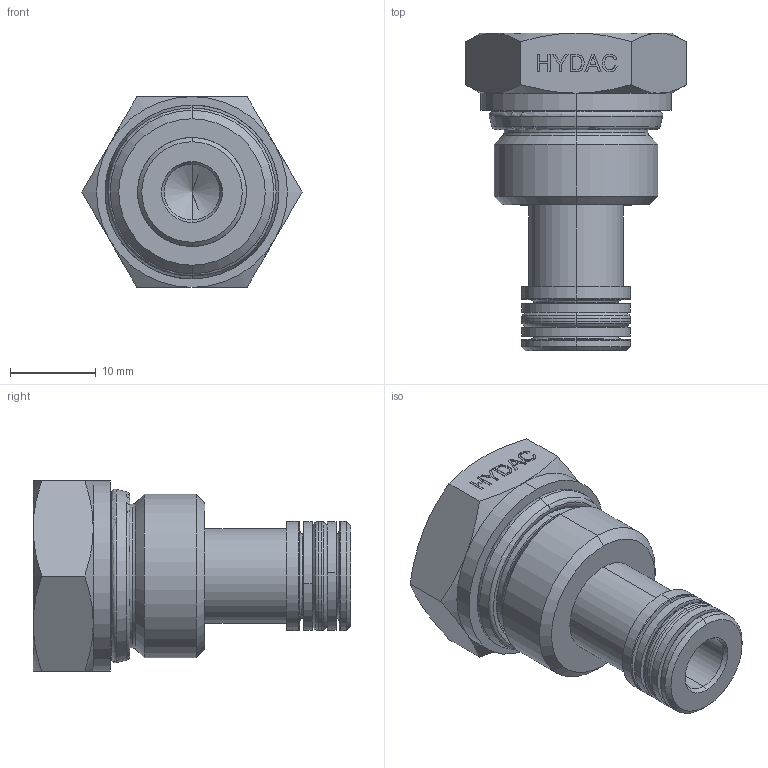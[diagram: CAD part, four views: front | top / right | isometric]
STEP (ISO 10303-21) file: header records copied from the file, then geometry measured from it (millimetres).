
FILE_DESCRIPTION (( 'STEP AP214' ), '1' );
FILE_NAME ('HYDAC-10000301803-SWB-000_01.STEP', '2020-04-01T09:04:14', ( '' ), ( '' ), 'SwSTEP 2.0', 'SolidWorks 2019', '' );
FILE_SCHEMA (( 'AUTOMOTIVE_DESIGN' ));
Length unit declared in the file: millimetre
Products named in the file (1): HYDAC-10000301803-SWB-000_01
Bounding box: 25.66 x 37 x 22.22 mm (x, y, z)
Volume: 8431.4 mm3; surface area: 3347.9 mm2
Topology: 1 solids, 1 shells, 166 faces, 388 edges, 237 vertices
Faces by surface type: plane 62, torus 28, cylinder 28, cone 28, bspline 20
Entity records: 6269 total; most frequent: CARTESIAN_POINT 2154, ORIENTED_EDGE 772, DIRECTION 748, EDGE_CURVE 386, AXIS2_PLACEMENT_3D 279, VERTEX_POINT 237, LINE 190, VECTOR 190
